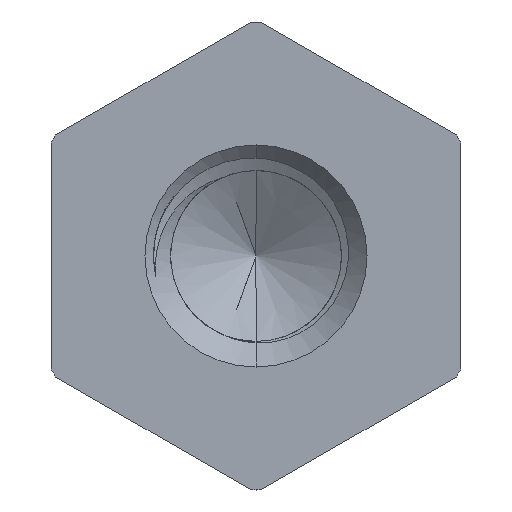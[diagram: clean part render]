
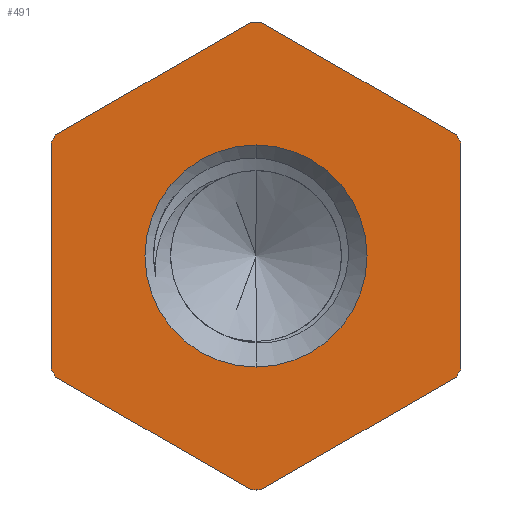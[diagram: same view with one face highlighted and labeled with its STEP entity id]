
A CAD part, front view. The second image highlights one B-rep face of the part: STEP entity #491.
In plain terms, the highlighted planar face has unit normal (0, -1, 0).
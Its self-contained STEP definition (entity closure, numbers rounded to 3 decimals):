
#36 = CARTESIAN_POINT ( 'NONE',  ( -5.862, 0., -3.544 ) ) ;
#65 = CARTESIAN_POINT ( 'NONE',  ( 0., 0., -3.25 ) ) ;
#124 = DIRECTION ( 'NONE',  ( 0., -1., 0. ) ) ;
#127 = CIRCLE ( 'NONE', #2309, 6.85 ) ;
#128 = ORIENTED_EDGE ( 'NONE', *, *, #1763, .T. ) ;
#142 = DIRECTION ( 'NONE',  ( 0., 0., -1. ) ) ;
#151 = LINE ( 'NONE', #326, #2516 ) ;
#160 = CARTESIAN_POINT ( 'NONE',  ( 0., 0., 0. ) ) ;
#191 = AXIS2_PLACEMENT_3D ( 'NONE', #1568, #1317, #2001 ) ;
#195 = VERTEX_POINT ( 'NONE', #1813 ) ;
#199 = ORIENTED_EDGE ( 'NONE', *, *, #2209, .T. ) ;
#265 = CARTESIAN_POINT ( 'NONE',  ( 5.862, 0., -3.544 ) ) ;
#273 = CARTESIAN_POINT ( 'NONE',  ( -6., 0., 3.464 ) ) ;
#276 = CARTESIAN_POINT ( 'NONE',  ( -0.138, 0., 6.849 ) ) ;
#286 = DIRECTION ( 'NONE',  ( 0., -1., 0. ) ) ;
#306 = CIRCLE ( 'NONE', #2875, 3.25 ) ;
#316 = CARTESIAN_POINT ( 'NONE',  ( -6., 0., -3.464 ) ) ;
#324 = EDGE_CURVE ( 'NONE', #1636, #342, #2072, .T. ) ;
#326 = CARTESIAN_POINT ( 'NONE',  ( 0., 0., -6.928 ) ) ;
#342 = VERTEX_POINT ( 'NONE', #1842 ) ;
#345 = DIRECTION ( 'NONE',  ( 0., 0., -1. ) ) ;
#355 = CIRCLE ( 'NONE', #191, 6.85 ) ;
#366 = DIRECTION ( 'NONE',  ( 0., 1., 0. ) ) ;
#396 = CARTESIAN_POINT ( 'NONE',  ( 0., 0., 0. ) ) ;
#404 = DIRECTION ( 'NONE',  ( 0., 0., -1. ) ) ;
#443 = CARTESIAN_POINT ( 'NONE',  ( -6., 0., -3.305 ) ) ;
#490 = EDGE_LOOP ( 'NONE', ( #2013, #1257 ) ) ;
#491 = ADVANCED_FACE ( 'NONE', ( #525, #2825 ), #1263, .F. ) ;
#513 = DIRECTION ( 'NONE',  ( 0.866, 0., -0.5 ) ) ;
#516 = EDGE_CURVE ( 'NONE', #944, #663, #970, .T. ) ;
#525 = FACE_BOUND ( 'NONE', #490, .T. ) ;
#557 = CARTESIAN_POINT ( 'NONE',  ( 0., 0., 0. ) ) ;
#580 = ORIENTED_EDGE ( 'NONE', *, *, #516, .T. ) ;
#638 = CIRCLE ( 'NONE', #1423, 3.25 ) ;
#663 = VERTEX_POINT ( 'NONE', #1978 ) ;
#664 = AXIS2_PLACEMENT_3D ( 'NONE', #1549, #698, #1980 ) ;
#692 = ORIENTED_EDGE ( 'NONE', *, *, #2820, .T. ) ;
#698 = DIRECTION ( 'NONE',  ( 0., -1., 0. ) ) ;
#756 = CARTESIAN_POINT ( 'NONE',  ( -5.862, 0., 3.544 ) ) ;
#777 = VECTOR ( 'NONE', #513, 1000. ) ;
#808 = DIRECTION ( 'NONE',  ( 0., 0., -1. ) ) ;
#839 = DIRECTION ( 'NONE',  ( 0., -1., 0. ) ) ;
#843 = ORIENTED_EDGE ( 'NONE', *, *, #1335, .T. ) ;
#944 = VERTEX_POINT ( 'NONE', #756 ) ;
#946 = LINE ( 'NONE', #316, #777 ) ;
#961 = ORIENTED_EDGE ( 'NONE', *, *, #324, .T. ) ;
#970 = CIRCLE ( 'NONE', #1840, 6.85 ) ;
#1004 = CARTESIAN_POINT ( 'NONE',  ( 0., 0., 0. ) ) ;
#1023 = VERTEX_POINT ( 'NONE', #443 ) ;
#1075 = DIRECTION ( 'NONE',  ( 0., 0., 1. ) ) ;
#1183 = EDGE_CURVE ( 'NONE', #2601, #2167, #638, .T. ) ;
#1197 = CARTESIAN_POINT ( 'NONE',  ( 6., 0., -3.305 ) ) ;
#1200 = VERTEX_POINT ( 'NONE', #1720 ) ;
#1202 = EDGE_CURVE ( 'NONE', #1896, #1636, #2655, .T. ) ;
#1230 = CARTESIAN_POINT ( 'NONE',  ( 0., 0., 0. ) ) ;
#1257 = ORIENTED_EDGE ( 'NONE', *, *, #1183, .F. ) ;
#1263 = PLANE ( 'NONE',  #1339 ) ;
#1276 = VECTOR ( 'NONE', #1852, 1000. ) ;
#1302 = EDGE_CURVE ( 'NONE', #195, #2885, #127, .T. ) ;
#1317 = DIRECTION ( 'NONE',  ( 0., -1., 0. ) ) ;
#1326 = EDGE_LOOP ( 'NONE', ( #961, #692, #128, #580, #843, #1410, #1649, #1864, #2779, #199, #1898, #1541, #1401 ) ) ;
#1330 = CARTESIAN_POINT ( 'NONE',  ( 0., 0., 3.25 ) ) ;
#1335 = EDGE_CURVE ( 'NONE', #663, #1023, #2011, .T. ) ;
#1339 = AXIS2_PLACEMENT_3D ( 'NONE', #1230, #366, #2355 ) ;
#1347 = CIRCLE ( 'NONE', #1665, 6.85 ) ;
#1384 = CARTESIAN_POINT ( 'NONE',  ( 0., 0., 0. ) ) ;
#1387 = EDGE_CURVE ( 'NONE', #1200, #195, #1839, .T. ) ;
#1400 = CARTESIAN_POINT ( 'NONE',  ( 0., 0., 6.928 ) ) ;
#1401 = ORIENTED_EDGE ( 'NONE', *, *, #1202, .T. ) ;
#1410 = ORIENTED_EDGE ( 'NONE', *, *, #1534, .T. ) ;
#1423 = AXIS2_PLACEMENT_3D ( 'NONE', #160, #2619, #404 ) ;
#1519 = EDGE_CURVE ( 'NONE', #1652, #2864, #355, .T. ) ;
#1534 = EDGE_CURVE ( 'NONE', #1023, #2618, #1641, .T. ) ;
#1541 = ORIENTED_EDGE ( 'NONE', *, *, #2441, .T. ) ;
#1549 = CARTESIAN_POINT ( 'NONE',  ( 0., 0., 0. ) ) ;
#1565 = DIRECTION ( 'NONE',  ( 0., 0., -1. ) ) ;
#1568 = CARTESIAN_POINT ( 'NONE',  ( 0., 0., 0. ) ) ;
#1636 = VERTEX_POINT ( 'NONE', #2871 ) ;
#1641 = CIRCLE ( 'NONE', #664, 6.85 ) ;
#1649 = ORIENTED_EDGE ( 'NONE', *, *, #1961, .T. ) ;
#1652 = VERTEX_POINT ( 'NONE', #265 ) ;
#1665 = AXIS2_PLACEMENT_3D ( 'NONE', #1004, #2795, #345 ) ;
#1692 = DIRECTION ( 'NONE',  ( 0., 0., -1. ) ) ;
#1720 = CARTESIAN_POINT ( 'NONE',  ( -0.138, 0., -6.849 ) ) ;
#1758 = VERTEX_POINT ( 'NONE', #276 ) ;
#1763 = EDGE_CURVE ( 'NONE', #1758, #944, #2434, .T. ) ;
#1801 = CARTESIAN_POINT ( 'NONE',  ( 6., 0., 3.305 ) ) ;
#1813 = CARTESIAN_POINT ( 'NONE',  ( 0., 0., -6.85 ) ) ;
#1837 = VECTOR ( 'NONE', #2091, 1000. ) ;
#1839 = CIRCLE ( 'NONE', #2902, 6.85 ) ;
#1840 = AXIS2_PLACEMENT_3D ( 'NONE', #557, #2123, #1692 ) ;
#1842 = CARTESIAN_POINT ( 'NONE',  ( 0.138, 0., 6.849 ) ) ;
#1852 = DIRECTION ( 'NONE',  ( -0.866, 0., 0.5 ) ) ;
#1864 = ORIENTED_EDGE ( 'NONE', *, *, #1387, .T. ) ;
#1896 = VERTEX_POINT ( 'NONE', #1801 ) ;
#1898 = ORIENTED_EDGE ( 'NONE', *, *, #1519, .T. ) ;
#1926 = DIRECTION ( 'NONE',  ( 0., -1., 0. ) ) ;
#1958 = CARTESIAN_POINT ( 'NONE',  ( 6., 0., -3.464 ) ) ;
#1961 = EDGE_CURVE ( 'NONE', #2618, #1200, #946, .T. ) ;
#1978 = CARTESIAN_POINT ( 'NONE',  ( -6., 0., 3.305 ) ) ;
#1980 = DIRECTION ( 'NONE',  ( 0., 0., -1. ) ) ;
#2001 = DIRECTION ( 'NONE',  ( 0., 0., -1. ) ) ;
#2011 = LINE ( 'NONE', #273, #2436 ) ;
#2013 = ORIENTED_EDGE ( 'NONE', *, *, #2093, .F. ) ;
#2072 = LINE ( 'NONE', #2542, #1276 ) ;
#2091 = DIRECTION ( 'NONE',  ( -0.866, 0., -0.5 ) ) ;
#2093 = EDGE_CURVE ( 'NONE', #2167, #2601, #306, .T. ) ;
#2123 = DIRECTION ( 'NONE',  ( 0., -1., 0. ) ) ;
#2135 = CARTESIAN_POINT ( 'NONE',  ( 0., 0., 0. ) ) ;
#2154 = CARTESIAN_POINT ( 'NONE',  ( 0.138, 0., -6.849 ) ) ;
#2167 = VERTEX_POINT ( 'NONE', #65 ) ;
#2204 = AXIS2_PLACEMENT_3D ( 'NONE', #396, #839, #1565 ) ;
#2209 = EDGE_CURVE ( 'NONE', #2885, #1652, #151, .T. ) ;
#2284 = DIRECTION ( 'NONE',  ( 0., 0., -1. ) ) ;
#2309 = AXIS2_PLACEMENT_3D ( 'NONE', #1384, #286, #2490 ) ;
#2355 = DIRECTION ( 'NONE',  ( 0., 0., 1. ) ) ;
#2384 = CARTESIAN_POINT ( 'NONE',  ( 0., 0., 0. ) ) ;
#2434 = LINE ( 'NONE', #1400, #1837 ) ;
#2436 = VECTOR ( 'NONE', #2284, 1000. ) ;
#2441 = EDGE_CURVE ( 'NONE', #2864, #1896, #2882, .T. ) ;
#2490 = DIRECTION ( 'NONE',  ( 0., 0., -1. ) ) ;
#2516 = VECTOR ( 'NONE', #2781, 1000. ) ;
#2542 = CARTESIAN_POINT ( 'NONE',  ( 6., 0., 3.464 ) ) ;
#2601 = VERTEX_POINT ( 'NONE', #1330 ) ;
#2618 = VERTEX_POINT ( 'NONE', #36 ) ;
#2619 = DIRECTION ( 'NONE',  ( 0., -1., 0. ) ) ;
#2655 = CIRCLE ( 'NONE', #2204, 6.85 ) ;
#2779 = ORIENTED_EDGE ( 'NONE', *, *, #1302, .T. ) ;
#2781 = DIRECTION ( 'NONE',  ( 0.866, 0., 0.5 ) ) ;
#2795 = DIRECTION ( 'NONE',  ( 0., -1., 0. ) ) ;
#2820 = EDGE_CURVE ( 'NONE', #342, #1758, #1347, .T. ) ;
#2825 = FACE_OUTER_BOUND ( 'NONE', #1326, .T. ) ;
#2853 = VECTOR ( 'NONE', #1075, 1000. ) ;
#2864 = VERTEX_POINT ( 'NONE', #1197 ) ;
#2871 = CARTESIAN_POINT ( 'NONE',  ( 5.862, 0., 3.544 ) ) ;
#2875 = AXIS2_PLACEMENT_3D ( 'NONE', #2135, #124, #808 ) ;
#2882 = LINE ( 'NONE', #1958, #2853 ) ;
#2885 = VERTEX_POINT ( 'NONE', #2154 ) ;
#2902 = AXIS2_PLACEMENT_3D ( 'NONE', #2384, #1926, #142 ) ;
